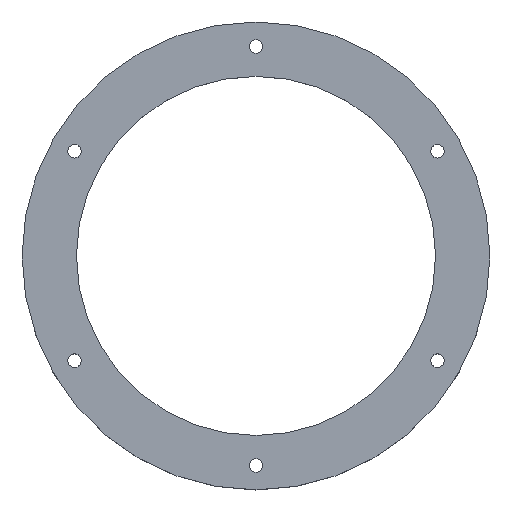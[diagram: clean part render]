
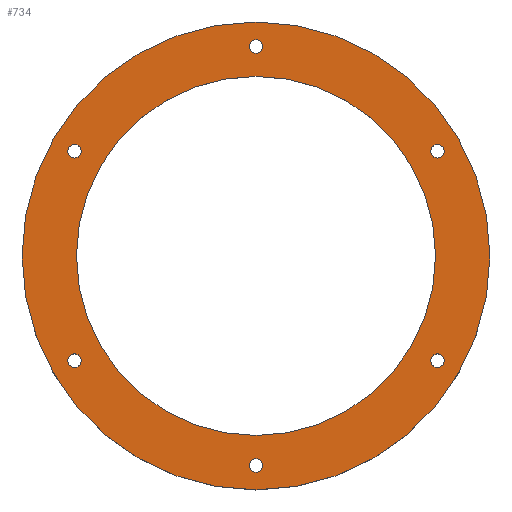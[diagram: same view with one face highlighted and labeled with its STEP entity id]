
A CAD part, top view. The second image highlights one B-rep face of the part: STEP entity #734.
In plain terms, the highlighted planar face has unit normal (0, 0, 1).
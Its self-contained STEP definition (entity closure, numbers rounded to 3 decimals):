
#4 = CARTESIAN_POINT ( 'NONE',  ( -33.342, 19.25, 12. ) ) ;
#5 = DIRECTION ( 'NONE',  ( 0., 0., 1. ) ) ;
#8 = DIRECTION ( 'NONE',  ( 0., 0., 1. ) ) ;
#15 = CARTESIAN_POINT ( 'NONE',  ( 34.592, 19.25, 12. ) ) ;
#16 = AXIS2_PLACEMENT_3D ( 'NONE', #254, #366, #299 ) ;
#19 = ORIENTED_EDGE ( 'NONE', *, *, #512, .T. ) ;
#20 = CARTESIAN_POINT ( 'NONE',  ( 34.592, -19.25, 12. ) ) ;
#22 = VERTEX_POINT ( 'NONE', #139 ) ;
#23 = EDGE_CURVE ( 'NONE', #561, #483, #308, .T. ) ;
#26 = AXIS2_PLACEMENT_3D ( 'NONE', #651, #8, #756 ) ;
#33 = FACE_BOUND ( 'NONE', #197, .T. ) ;
#36 = AXIS2_PLACEMENT_3D ( 'NONE', #727, #195, #188 ) ;
#44 = EDGE_CURVE ( 'NONE', #732, #602, #321, .T. ) ;
#46 = CARTESIAN_POINT ( 'NONE',  ( 0., 38.5, 12. ) ) ;
#49 = EDGE_CURVE ( 'NONE', #602, #732, #546, .T. ) ;
#50 = DIRECTION ( 'NONE',  ( -1., 0., 0. ) ) ;
#52 = AXIS2_PLACEMENT_3D ( 'NONE', #62, #532, #486 ) ;
#54 = CIRCLE ( 'NONE', #324, 1.25 ) ;
#55 = CARTESIAN_POINT ( 'NONE',  ( 43., 0., 12. ) ) ;
#57 = CARTESIAN_POINT ( 'NONE',  ( 0., 0., 12. ) ) ;
#62 = CARTESIAN_POINT ( 'NONE',  ( 33.342, -19.25, 12. ) ) ;
#63 = VERTEX_POINT ( 'NONE', #469 ) ;
#64 = CIRCLE ( 'NONE', #409, 1.25 ) ;
#66 = DIRECTION ( 'NONE',  ( 0., 0., -1. ) ) ;
#86 = EDGE_LOOP ( 'NONE', ( #325, #589 ) ) ;
#95 = DIRECTION ( 'NONE',  ( 0., 0., -1. ) ) ;
#97 = AXIS2_PLACEMENT_3D ( 'NONE', #46, #465, #50 ) ;
#99 = CARTESIAN_POINT ( 'NONE',  ( 33.342, 19.25, 12. ) ) ;
#100 = EDGE_CURVE ( 'NONE', #520, #356, #763, .T. ) ;
#102 = DIRECTION ( 'NONE',  ( 0., 0., -1. ) ) ;
#106 = DIRECTION ( 'NONE',  ( 0., 0., -1. ) ) ;
#112 = AXIS2_PLACEMENT_3D ( 'NONE', #4, #421, #312 ) ;
#122 = CARTESIAN_POINT ( 'NONE',  ( 1.25, 38.5, 12. ) ) ;
#128 = CARTESIAN_POINT ( 'NONE',  ( -34.592, -19.25, 12. ) ) ;
#136 = FACE_BOUND ( 'NONE', #294, .T. ) ;
#139 = CARTESIAN_POINT ( 'NONE',  ( -32.092, -19.25, 12. ) ) ;
#141 = CARTESIAN_POINT ( 'NONE',  ( 1.25, -38.5, 12. ) ) ;
#156 = AXIS2_PLACEMENT_3D ( 'NONE', #99, #580, #398 ) ;
#160 = CARTESIAN_POINT ( 'NONE',  ( -34.592, 19.25, 12. ) ) ;
#165 = CARTESIAN_POINT ( 'NONE',  ( 33.342, -19.25, 12. ) ) ;
#167 = VERTEX_POINT ( 'NONE', #478 ) ;
#177 = ORIENTED_EDGE ( 'NONE', *, *, #44, .T. ) ;
#184 = EDGE_CURVE ( 'NONE', #63, #613, #381, .T. ) ;
#186 = ORIENTED_EDGE ( 'NONE', *, *, #648, .T. ) ;
#188 = DIRECTION ( 'NONE',  ( 1., 0., 0. ) ) ;
#192 = DIRECTION ( 'NONE',  ( -1., 0., 0. ) ) ;
#195 = DIRECTION ( 'NONE',  ( 0., 0., 1. ) ) ;
#197 = EDGE_LOOP ( 'NONE', ( #427, #703 ) ) ;
#204 = DIRECTION ( 'NONE',  ( -1., 0., 0. ) ) ;
#207 = DIRECTION ( 'NONE',  ( 1., 0., 0. ) ) ;
#242 = EDGE_CURVE ( 'NONE', #250, #768, #446, .T. ) ;
#250 = VERTEX_POINT ( 'NONE', #649 ) ;
#254 = CARTESIAN_POINT ( 'NONE',  ( 0., 38.5, 12. ) ) ;
#258 = VERTEX_POINT ( 'NONE', #290 ) ;
#264 = ORIENTED_EDGE ( 'NONE', *, *, #100, .T. ) ;
#276 = EDGE_CURVE ( 'NONE', #22, #646, #571, .T. ) ;
#278 = CARTESIAN_POINT ( 'NONE',  ( -43., 0., 12. ) ) ;
#284 = EDGE_CURVE ( 'NONE', #258, #634, #350, .T. ) ;
#289 = DIRECTION ( 'NONE',  ( 0., 0., -1. ) ) ;
#290 = CARTESIAN_POINT ( 'NONE',  ( -33., 0., 12. ) ) ;
#292 = DIRECTION ( 'NONE',  ( -1., 0., 0. ) ) ;
#294 = EDGE_LOOP ( 'NONE', ( #404, #476 ) ) ;
#299 = DIRECTION ( 'NONE',  ( -1., 0., 0. ) ) ;
#303 = EDGE_CURVE ( 'NONE', #356, #520, #605, .T. ) ;
#308 = CIRCLE ( 'NONE', #97, 1.25 ) ;
#312 = DIRECTION ( 'NONE',  ( -1., 0., 0. ) ) ;
#319 = PLANE ( 'NONE',  #384 ) ;
#321 = CIRCLE ( 'NONE', #156, 1.25 ) ;
#324 = AXIS2_PLACEMENT_3D ( 'NONE', #730, #66, #192 ) ;
#325 = ORIENTED_EDGE ( 'NONE', *, *, #242, .T. ) ;
#336 = AXIS2_PLACEMENT_3D ( 'NONE', #536, #544, #540 ) ;
#346 = CARTESIAN_POINT ( 'NONE',  ( 0., 0., 12. ) ) ;
#349 = AXIS2_PLACEMENT_3D ( 'NONE', #165, #102, #772 ) ;
#350 = CIRCLE ( 'NONE', #594, 33. ) ;
#355 = DIRECTION ( 'NONE',  ( -1., 0., 0. ) ) ;
#356 = VERTEX_POINT ( 'NONE', #278 ) ;
#364 = CARTESIAN_POINT ( 'NONE',  ( 0., -38.5, 12. ) ) ;
#366 = DIRECTION ( 'NONE',  ( 0., 0., -1. ) ) ;
#369 = CARTESIAN_POINT ( 'NONE',  ( 33., 0., 12. ) ) ;
#372 = CIRCLE ( 'NONE', #36, 33. ) ;
#379 = CARTESIAN_POINT ( 'NONE',  ( 0., 0., 12. ) ) ;
#381 = CIRCLE ( 'NONE', #52, 1.25 ) ;
#384 = AXIS2_PLACEMENT_3D ( 'NONE', #379, #625, #207 ) ;
#390 = FACE_BOUND ( 'NONE', #530, .T. ) ;
#398 = DIRECTION ( 'NONE',  ( -1., 0., 0. ) ) ;
#401 = ORIENTED_EDGE ( 'NONE', *, *, #550, .F. ) ;
#404 = ORIENTED_EDGE ( 'NONE', *, *, #652, .T. ) ;
#407 = EDGE_LOOP ( 'NONE', ( #186, #581 ) ) ;
#409 = AXIS2_PLACEMENT_3D ( 'NONE', #523, #289, #292 ) ;
#410 = AXIS2_PLACEMENT_3D ( 'NONE', #455, #95, #733 ) ;
#419 = DIRECTION ( 'NONE',  ( 1., 0., 0. ) ) ;
#420 = ORIENTED_EDGE ( 'NONE', *, *, #284, .F. ) ;
#421 = DIRECTION ( 'NONE',  ( 0., 0., -1. ) ) ;
#422 = DIRECTION ( 'NONE',  ( 0., 0., -1. ) ) ;
#424 = EDGE_LOOP ( 'NONE', ( #420, #401 ) ) ;
#427 = ORIENTED_EDGE ( 'NONE', *, *, #543, .T. ) ;
#435 = AXIS2_PLACEMENT_3D ( 'NONE', #364, #422, #355 ) ;
#442 = VERTEX_POINT ( 'NONE', #160 ) ;
#444 = CARTESIAN_POINT ( 'NONE',  ( 32.092, 19.25, 12. ) ) ;
#446 = CIRCLE ( 'NONE', #435, 1.25 ) ;
#454 = EDGE_LOOP ( 'NONE', ( #177, #715 ) ) ;
#455 = CARTESIAN_POINT ( 'NONE',  ( -33.342, 19.25, 12. ) ) ;
#463 = CIRCLE ( 'NONE', #349, 1.25 ) ;
#465 = DIRECTION ( 'NONE',  ( 0., 0., -1. ) ) ;
#469 = CARTESIAN_POINT ( 'NONE',  ( 32.092, -19.25, 12. ) ) ;
#476 = ORIENTED_EDGE ( 'NONE', *, *, #761, .T. ) ;
#478 = CARTESIAN_POINT ( 'NONE',  ( -32.092, 19.25, 12. ) ) ;
#481 = EDGE_CURVE ( 'NONE', #768, #250, #64, .T. ) ;
#483 = VERTEX_POINT ( 'NONE', #531 ) ;
#486 = DIRECTION ( 'NONE',  ( -1., 0., 0. ) ) ;
#488 = CIRCLE ( 'NONE', #410, 1.25 ) ;
#503 = ORIENTED_EDGE ( 'NONE', *, *, #303, .T. ) ;
#504 = FACE_OUTER_BOUND ( 'NONE', #577, .T. ) ;
#507 = CIRCLE ( 'NONE', #16, 1.25 ) ;
#512 = EDGE_CURVE ( 'NONE', #613, #63, #463, .T. ) ;
#520 = VERTEX_POINT ( 'NONE', #55 ) ;
#523 = CARTESIAN_POINT ( 'NONE',  ( 0., -38.5, 12. ) ) ;
#525 = CARTESIAN_POINT ( 'NONE',  ( 33.342, 19.25, 12. ) ) ;
#530 = EDGE_LOOP ( 'NONE', ( #611, #19 ) ) ;
#531 = CARTESIAN_POINT ( 'NONE',  ( -1.25, 38.5, 12. ) ) ;
#532 = DIRECTION ( 'NONE',  ( 0., 0., -1. ) ) ;
#536 = CARTESIAN_POINT ( 'NONE',  ( -33.342, -19.25, 12. ) ) ;
#540 = DIRECTION ( 'NONE',  ( -1., 0., 0. ) ) ;
#543 = EDGE_CURVE ( 'NONE', #483, #561, #507, .T. ) ;
#544 = DIRECTION ( 'NONE',  ( 0., 0., -1. ) ) ;
#546 = CIRCLE ( 'NONE', #593, 1.25 ) ;
#550 = EDGE_CURVE ( 'NONE', #634, #258, #372, .T. ) ;
#561 = VERTEX_POINT ( 'NONE', #122 ) ;
#563 = DIRECTION ( 'NONE',  ( 1., 0., 0. ) ) ;
#571 = CIRCLE ( 'NONE', #336, 1.25 ) ;
#577 = EDGE_LOOP ( 'NONE', ( #503, #264 ) ) ;
#580 = DIRECTION ( 'NONE',  ( 0., 0., -1. ) ) ;
#581 = ORIENTED_EDGE ( 'NONE', *, *, #276, .T. ) ;
#589 = ORIENTED_EDGE ( 'NONE', *, *, #481, .T. ) ;
#593 = AXIS2_PLACEMENT_3D ( 'NONE', #525, #106, #204 ) ;
#594 = AXIS2_PLACEMENT_3D ( 'NONE', #57, #5, #419 ) ;
#602 = VERTEX_POINT ( 'NONE', #15 ) ;
#605 = CIRCLE ( 'NONE', #26, 43. ) ;
#611 = ORIENTED_EDGE ( 'NONE', *, *, #184, .T. ) ;
#612 = FACE_BOUND ( 'NONE', #86, .T. ) ;
#613 = VERTEX_POINT ( 'NONE', #20 ) ;
#615 = FACE_BOUND ( 'NONE', #424, .T. ) ;
#618 = FACE_BOUND ( 'NONE', #454, .T. ) ;
#625 = DIRECTION ( 'NONE',  ( 0., 0., 1. ) ) ;
#631 = CIRCLE ( 'NONE', #112, 1.25 ) ;
#634 = VERTEX_POINT ( 'NONE', #369 ) ;
#636 = DIRECTION ( 'NONE',  ( 0., 0., 1. ) ) ;
#646 = VERTEX_POINT ( 'NONE', #128 ) ;
#648 = EDGE_CURVE ( 'NONE', #646, #22, #54, .T. ) ;
#649 = CARTESIAN_POINT ( 'NONE',  ( -1.25, -38.5, 12. ) ) ;
#651 = CARTESIAN_POINT ( 'NONE',  ( 0., 0., 12. ) ) ;
#652 = EDGE_CURVE ( 'NONE', #442, #167, #631, .T. ) ;
#692 = AXIS2_PLACEMENT_3D ( 'NONE', #346, #636, #563 ) ;
#703 = ORIENTED_EDGE ( 'NONE', *, *, #23, .T. ) ;
#715 = ORIENTED_EDGE ( 'NONE', *, *, #49, .T. ) ;
#727 = CARTESIAN_POINT ( 'NONE',  ( 0., 0., 12. ) ) ;
#730 = CARTESIAN_POINT ( 'NONE',  ( -33.342, -19.25, 12. ) ) ;
#732 = VERTEX_POINT ( 'NONE', #444 ) ;
#733 = DIRECTION ( 'NONE',  ( -1., 0., 0. ) ) ;
#734 = ADVANCED_FACE ( 'NONE', ( #136, #33, #618, #390, #612, #740, #504, #615 ), #319, .T. ) ;
#740 = FACE_BOUND ( 'NONE', #407, .T. ) ;
#756 = DIRECTION ( 'NONE',  ( 1., 0., 0. ) ) ;
#761 = EDGE_CURVE ( 'NONE', #167, #442, #488, .T. ) ;
#763 = CIRCLE ( 'NONE', #692, 43. ) ;
#768 = VERTEX_POINT ( 'NONE', #141 ) ;
#772 = DIRECTION ( 'NONE',  ( -1., 0., 0. ) ) ;
